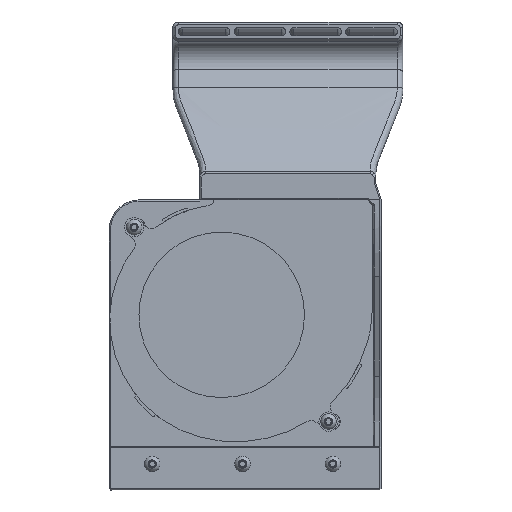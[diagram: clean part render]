
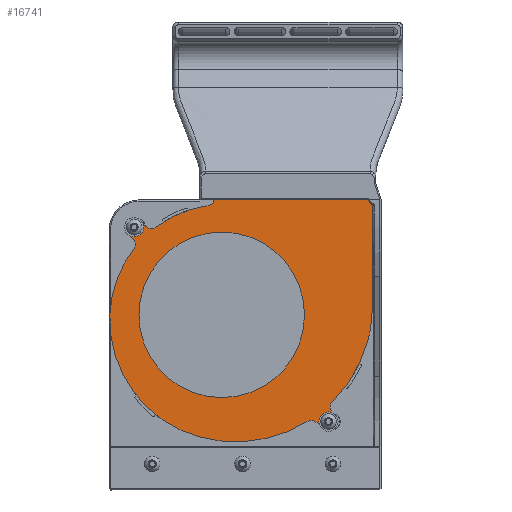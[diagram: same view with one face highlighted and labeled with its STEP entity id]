
A CAD part, left-side view. The second image highlights one B-rep face of the part: STEP entity #16741.
In plain terms, the highlighted face is planar.
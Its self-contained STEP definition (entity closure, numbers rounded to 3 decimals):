
#1130=FACE_BOUND('',#3517,.T.);
#1131=FACE_BOUND('',#3518,.T.);
#1132=FACE_BOUND('',#3519,.T.);
#1544=CIRCLE('',#18089,46.165);
#1545=CIRCLE('',#18091,50.097);
#1548=CIRCLE('',#18095,3.);
#1549=CIRCLE('',#18098,3.274);
#1550=CIRCLE('',#18101,3.);
#1551=CIRCLE('',#18103,50.097);
#1552=CIRCLE('',#18105,44.51);
#1555=CIRCLE('',#18109,42.);
#1556=CIRCLE('',#18111,3.);
#1557=CIRCLE('',#18114,3.258);
#1558=CIRCLE('',#18117,3.);
#1559=CIRCLE('',#18119,42.);
#1562=CIRCLE('',#18123,2.);
#1563=CIRCLE('',#18127,30.25);
#1564=CIRCLE('',#18128,2.25);
#1565=CIRCLE('',#18129,2.25);
#2452=FACE_OUTER_BOUND('',#3516,.T.);
#3516=EDGE_LOOP('',(#15251,#15252,#15253,#15254,#15255,#15256,#15257,#15258,
#15259,#15260,#15261,#15262,#15263,#15264,#15265,#15266,#15267,#15268,#15269,
#15270));
#3517=EDGE_LOOP('',(#15271));
#3518=EDGE_LOOP('',(#15272));
#3519=EDGE_LOOP('',(#15273));
#5017=LINE('',#42946,#6555);
#5028=LINE('',#42978,#6566);
#5031=LINE('',#42986,#6569);
#5040=LINE('',#43018,#6578);
#5043=LINE('',#43026,#6581);
#5050=LINE('',#43050,#6588);
#5052=LINE('',#43053,#6590);
#6555=VECTOR('',#22108,47.328);
#6566=VECTOR('',#22137,1.073);
#6569=VECTOR('',#22146,2.632);
#6578=VECTOR('',#22181,2.577);
#6581=VECTOR('',#22190,2.633);
#6588=VECTOR('',#22215,8.015);
#6590=VECTOR('',#22219,57.9);
#8101=VERTEX_POINT('',#42943);
#8102=VERTEX_POINT('',#42945);
#8107=VERTEX_POINT('',#42957);
#8108=VERTEX_POINT('',#42961);
#8113=VERTEX_POINT('',#42973);
#8114=VERTEX_POINT('',#42977);
#8115=VERTEX_POINT('',#42981);
#8116=VERTEX_POINT('',#42985);
#8117=VERTEX_POINT('',#42989);
#8118=VERTEX_POINT('',#42993);
#8119=VERTEX_POINT('',#42997);
#8124=VERTEX_POINT('',#43009);
#8125=VERTEX_POINT('',#43013);
#8126=VERTEX_POINT('',#43017);
#8127=VERTEX_POINT('',#43021);
#8128=VERTEX_POINT('',#43025);
#8129=VERTEX_POINT('',#43029);
#8130=VERTEX_POINT('',#43033);
#8135=VERTEX_POINT('',#43045);
#8136=VERTEX_POINT('',#43049);
#8137=VERTEX_POINT('',#43055);
#8138=VERTEX_POINT('',#43057);
#8139=VERTEX_POINT('',#43059);
#10469=EDGE_CURVE('',#8102,#8101,#5017,.T.);
#10475=EDGE_CURVE('',#8107,#8102,#1544,.T.);
#10477=EDGE_CURVE('',#8108,#8107,#1545,.T.);
#10483=EDGE_CURVE('',#8113,#8108,#1548,.T.);
#10485=EDGE_CURVE('',#8114,#8113,#5028,.T.);
#10487=EDGE_CURVE('',#8115,#8114,#1549,.T.);
#10489=EDGE_CURVE('',#8116,#8115,#5031,.T.);
#10491=EDGE_CURVE('',#8117,#8116,#1550,.T.);
#10493=EDGE_CURVE('',#8118,#8117,#1551,.T.);
#10495=EDGE_CURVE('',#8119,#8118,#1552,.T.);
#10501=EDGE_CURVE('',#8124,#8119,#1555,.T.);
#10503=EDGE_CURVE('',#8125,#8124,#1556,.T.);
#10505=EDGE_CURVE('',#8126,#8125,#5040,.T.);
#10507=EDGE_CURVE('',#8127,#8126,#1557,.T.);
#10509=EDGE_CURVE('',#8128,#8127,#5043,.T.);
#10511=EDGE_CURVE('',#8129,#8128,#1558,.T.);
#10513=EDGE_CURVE('',#8130,#8129,#1559,.T.);
#10519=EDGE_CURVE('',#8135,#8130,#1562,.T.);
#10521=EDGE_CURVE('',#8136,#8135,#5050,.T.);
#10523=EDGE_CURVE('',#8101,#8136,#5052,.T.);
#10524=EDGE_CURVE('',#8137,#8137,#1563,.T.);
#10525=EDGE_CURVE('',#8138,#8138,#1564,.T.);
#10526=EDGE_CURVE('',#8139,#8139,#1565,.T.);
#15251=ORIENTED_EDGE('',*,*,#10469,.T.);
#15252=ORIENTED_EDGE('',*,*,#10523,.T.);
#15253=ORIENTED_EDGE('',*,*,#10521,.T.);
#15254=ORIENTED_EDGE('',*,*,#10519,.T.);
#15255=ORIENTED_EDGE('',*,*,#10513,.T.);
#15256=ORIENTED_EDGE('',*,*,#10511,.T.);
#15257=ORIENTED_EDGE('',*,*,#10509,.T.);
#15258=ORIENTED_EDGE('',*,*,#10507,.T.);
#15259=ORIENTED_EDGE('',*,*,#10505,.T.);
#15260=ORIENTED_EDGE('',*,*,#10503,.T.);
#15261=ORIENTED_EDGE('',*,*,#10501,.T.);
#15262=ORIENTED_EDGE('',*,*,#10495,.T.);
#15263=ORIENTED_EDGE('',*,*,#10493,.T.);
#15264=ORIENTED_EDGE('',*,*,#10491,.T.);
#15265=ORIENTED_EDGE('',*,*,#10489,.T.);
#15266=ORIENTED_EDGE('',*,*,#10487,.T.);
#15267=ORIENTED_EDGE('',*,*,#10485,.T.);
#15268=ORIENTED_EDGE('',*,*,#10483,.T.);
#15269=ORIENTED_EDGE('',*,*,#10477,.T.);
#15270=ORIENTED_EDGE('',*,*,#10475,.T.);
#15271=ORIENTED_EDGE('',*,*,#10524,.F.);
#15272=ORIENTED_EDGE('',*,*,#10525,.F.);
#15273=ORIENTED_EDGE('',*,*,#10526,.F.);
#15859=PLANE('',#18126);
#16741=ADVANCED_FACE('',(#2452,#1130,#1131,#1132),#15859,.T.);
#18089=AXIS2_PLACEMENT_3D('',#42958,#22116,#22117);
#18091=AXIS2_PLACEMENT_3D('',#42962,#22121,#22122);
#18095=AXIS2_PLACEMENT_3D('',#42974,#22132,#22133);
#18098=AXIS2_PLACEMENT_3D('',#42982,#22141,#22142);
#18101=AXIS2_PLACEMENT_3D('',#42990,#22150,#22151);
#18103=AXIS2_PLACEMENT_3D('',#42994,#22155,#22156);
#18105=AXIS2_PLACEMENT_3D('',#42998,#22160,#22161);
#18109=AXIS2_PLACEMENT_3D('',#43010,#22171,#22172);
#18111=AXIS2_PLACEMENT_3D('',#43014,#22176,#22177);
#18114=AXIS2_PLACEMENT_3D('',#43022,#22185,#22186);
#18117=AXIS2_PLACEMENT_3D('',#43030,#22194,#22195);
#18119=AXIS2_PLACEMENT_3D('',#43034,#22199,#22200);
#18123=AXIS2_PLACEMENT_3D('',#43046,#22210,#22211);
#18126=AXIS2_PLACEMENT_3D('',#43054,#22220,#22221);
#18127=AXIS2_PLACEMENT_3D('',#43056,#22222,#22223);
#18128=AXIS2_PLACEMENT_3D('',#43058,#22224,#22225);
#18129=AXIS2_PLACEMENT_3D('',#43060,#22226,#22227);
#22108=DIRECTION('',(-1.,0.,0.));
#22116=DIRECTION('center_axis',(0.,0.,1.));
#22117=DIRECTION('ref_axis',(0.262,0.965,0.));
#22121=DIRECTION('center_axis',(0.,0.,1.));
#22122=DIRECTION('ref_axis',(0.706,0.708,0.));
#22132=DIRECTION('center_axis',(0.,0.,-1.));
#22133=DIRECTION('ref_axis',(0.711,-0.703,0.));
#22137=DIRECTION('',(-0.703,-0.711,0.));
#22141=DIRECTION('center_axis',(0.,0.,1.));
#22142=DIRECTION('ref_axis',(0.711,-0.703,0.));
#22146=DIRECTION('',(0.703,0.711,0.));
#22150=DIRECTION('center_axis',(0.,0.,-1.));
#22151=DIRECTION('ref_axis',(-0.853,-0.521,0.));
#22155=DIRECTION('center_axis',(0.,0.,1.));
#22156=DIRECTION('ref_axis',(0.967,-0.256,0.));
#22160=DIRECTION('center_axis',(0.,0.,1.));
#22161=DIRECTION('ref_axis',(-0.038,-0.999,0.));
#22171=DIRECTION('center_axis',(0.,0.,1.));
#22172=DIRECTION('ref_axis',(-0.608,-0.794,0.));
#22176=DIRECTION('center_axis',(0.,0.,-1.));
#22177=DIRECTION('ref_axis',(-0.705,0.709,0.));
#22181=DIRECTION('',(0.709,0.705,0.));
#22185=DIRECTION('center_axis',(0.,0.,1.));
#22186=DIRECTION('ref_axis',(-0.705,0.709,0.));
#22190=DIRECTION('',(-0.709,-0.705,0.));
#22194=DIRECTION('center_axis',(0.,0.,-1.));
#22195=DIRECTION('ref_axis',(0.803,0.596,0.));
#22199=DIRECTION('center_axis',(0.,0.,1.));
#22200=DIRECTION('ref_axis',(-0.991,-0.136,0.));
#22210=DIRECTION('center_axis',(0.,0.,-1.));
#22211=DIRECTION('ref_axis',(0.,1.,0.));
#22215=DIRECTION('',(1.,0.,0.));
#22219=DIRECTION('',(0.,-1.,0.));
#22220=DIRECTION('center_axis',(0.,0.,1.));
#22221=DIRECTION('ref_axis',(1.,0.,0.));
#22222=DIRECTION('center_axis',(0.,0.,1.));
#22223=DIRECTION('ref_axis',(1.,0.,0.));
#22224=DIRECTION('center_axis',(0.,0.,1.));
#22225=DIRECTION('ref_axis',(0.,1.,0.));
#22226=DIRECTION('center_axis',(0.,0.,1.));
#22227=DIRECTION('ref_axis',(0.,1.,0.));
#42943=CARTESIAN_POINT('',(-50.,55.,17.35));
#42945=CARTESIAN_POINT('',(-2.672,55.,17.35));
#42946=CARTESIAN_POINT('',(-2.672,55.,17.35));
#42957=CARTESIAN_POINT('',(9.401,53.394,17.35));
#42958=CARTESIAN_POINT('Origin',(-2.672,8.835,17.35));
#42961=CARTESIAN_POINT('',(31.665,40.522,17.35));
#42962=CARTESIAN_POINT('Origin',(-3.7,5.04,17.35));
#42973=CARTESIAN_POINT('',(35.917,40.538,17.35));
#42974=CARTESIAN_POINT('Origin',(33.783,42.647,17.35));
#42977=CARTESIAN_POINT('',(36.671,41.302,17.35));
#42978=CARTESIAN_POINT('',(36.671,41.302,17.35));
#42981=CARTESIAN_POINT('',(41.329,36.698,17.35));
#42982=CARTESIAN_POINT('Origin',(39.,39.,17.35));
#42985=CARTESIAN_POINT('',(39.479,34.826,17.35));
#42986=CARTESIAN_POINT('',(39.479,34.826,17.35));
#42989=CARTESIAN_POINT('',(39.052,31.154,17.35));
#42990=CARTESIAN_POINT('Origin',(41.613,32.717,17.35));
#42993=CARTESIAN_POINT('',(44.722,-7.807,17.35));
#42994=CARTESIAN_POINT('Origin',(-3.7,5.04,17.35));
#42997=CARTESIAN_POINT('',(0.,-40.87,17.35));
#42998=CARTESIAN_POINT('Origin',(1.7,3.607,17.35));
#43009=CARTESIAN_POINT('',(-23.937,-32.242,17.35));
#43010=CARTESIAN_POINT('Origin',(1.604,1.099,17.35));
#43013=CARTESIAN_POINT('',(-27.876,-32.495,17.35));
#43014=CARTESIAN_POINT('Origin',(-25.762,-34.624,17.35));
#43017=CARTESIAN_POINT('',(-29.704,-34.311,17.35));
#43018=CARTESIAN_POINT('',(-29.704,-34.311,17.35));
#43021=CARTESIAN_POINT('',(-34.296,-29.689,17.35));
#43022=CARTESIAN_POINT('Origin',(-32.,-32.,17.35));
#43025=CARTESIAN_POINT('',(-32.428,-27.833,17.35));
#43026=CARTESIAN_POINT('',(-32.428,-27.833,17.35));
#43029=CARTESIAN_POINT('',(-32.132,-23.918,17.35));
#43030=CARTESIAN_POINT('Origin',(-34.542,-25.705,17.35));
#43033=CARTESIAN_POINT('',(-40.004,-4.627,17.35));
#43034=CARTESIAN_POINT('Origin',(1.604,1.099,17.35));
#43045=CARTESIAN_POINT('',(-41.985,-2.9,17.35));
#43046=CARTESIAN_POINT('Origin',(-41.985,-4.9,17.35));
#43049=CARTESIAN_POINT('',(-50.,-2.9,17.35));
#43050=CARTESIAN_POINT('',(-50.,-2.9,17.35));
#43053=CARTESIAN_POINT('',(-50.,55.,17.35));
#43054=CARTESIAN_POINT('Origin',(0.,0.,17.35));
#43055=CARTESIAN_POINT('',(-30.25,0.,17.35));
#43056=CARTESIAN_POINT('Origin',(0.,0.,17.35));
#43057=CARTESIAN_POINT('',(39.,36.75,17.35));
#43058=CARTESIAN_POINT('Origin',(39.,39.,17.35));
#43059=CARTESIAN_POINT('',(-32.,-34.25,17.35));
#43060=CARTESIAN_POINT('Origin',(-32.,-32.,17.35));
